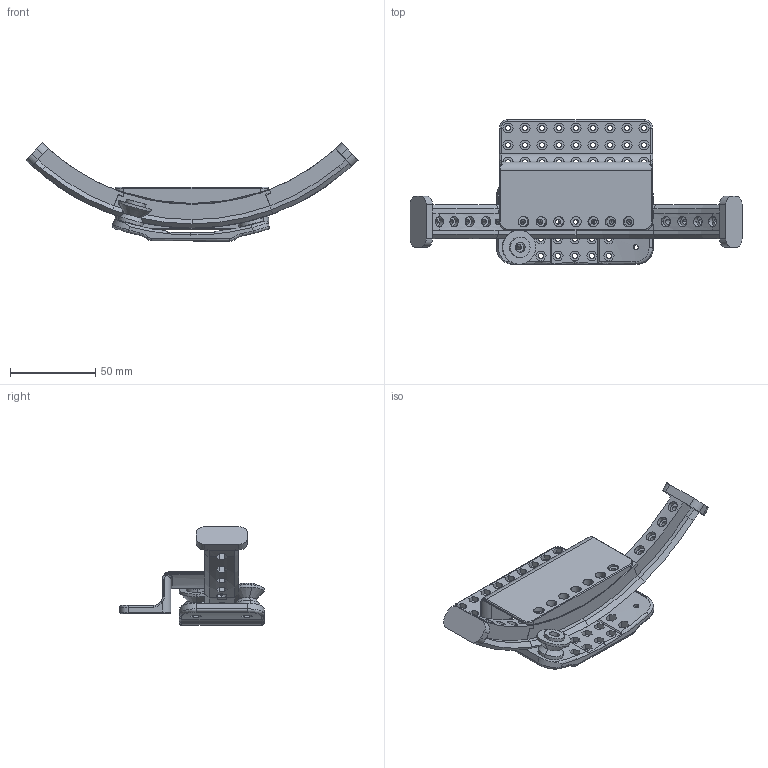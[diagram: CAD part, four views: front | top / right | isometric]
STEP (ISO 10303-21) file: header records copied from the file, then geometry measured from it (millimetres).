
FILE_DESCRIPTION (( 'STEP AP214' ), '1' );
FILE_NAME ('賑遠125軞蚾.', '2024-11-26T10:52:14', ( '' ), ( '' ), 'SwSTEP 2.0', 'SolidWorks 2024', '' );
FILE_SCHEMA (( 'AUTOMOTIVE_DESIGN' ));
Length unit declared in the file: inch
Products named in the file (8): 滑环R125母头; 滑轮母; 滑环R125; 滑块R125; 滑环R125公头; 滑轮; 滑环125总装; 滑环转接R125
Assembly tree (9 placements, depth 2):
  滑环125总装
    滑环R125
    滑块R125
    滑环R125公头
    滑环R125母头
    滑环转接R125
    滑轮  x2
    滑轮母  x2
Bounding box: 195.19 x 85 x 57.94 mm (x, y, z)
Volume: 99931.2 mm3; surface area: 55029.1 mm2
Topology: 9 solids, 9 shells, 1085 faces, 2778 edges, 1808 vertices
Faces by surface type: plane 662, cylinder 341, torus 30, cone 26, bspline 24, sphere 2
Entity records: 35760 total; most frequent: CARTESIAN_POINT 9570, ORIENTED_EDGE 5432, DIRECTION 5200, EDGE_CURVE 2716, VECTOR 1778, LINE 1778, VERTEX_POINT 1770, AXIS2_PLACEMENT_3D 1711
